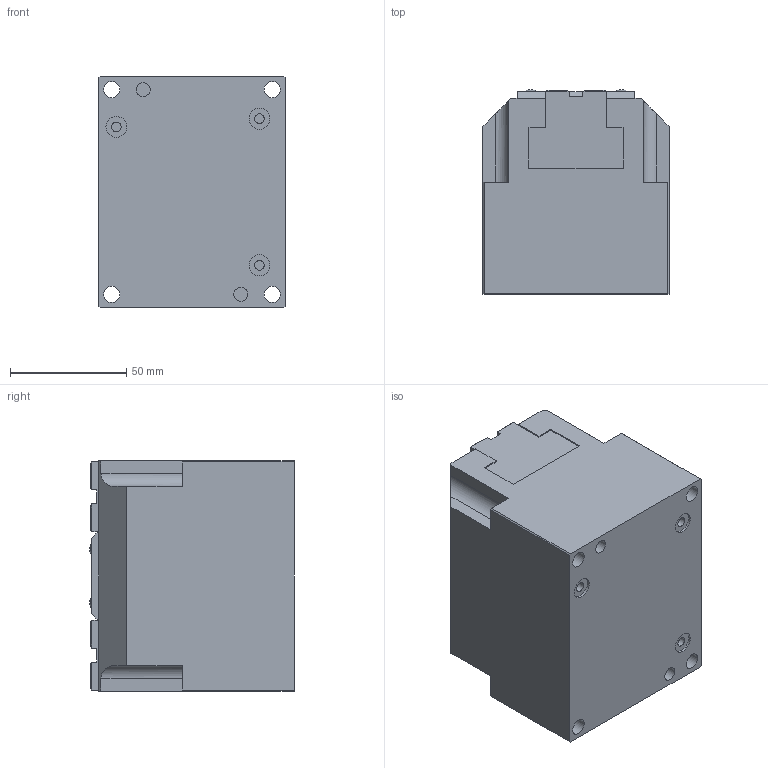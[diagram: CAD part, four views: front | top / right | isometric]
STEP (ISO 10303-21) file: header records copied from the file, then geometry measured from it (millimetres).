
FILE_DESCRIPTION(/* description */ (''),/* implementation_level */ '2;1');
FILE_NAME(/* name */ 'MAP-80.stp',/* time_stamp */ '2018-01-22T17:24:44+01:00',/* author */ ('Tecnico'),/* organization */ (''),/* preprocessor_version */ 'ST-DEVELOPER v16.13',/* originating_system */ 'Autodesk Inventor 2018',/* authorisation */ '');
FILE_SCHEMA (('AUTOMOTIVE_DESIGN { 1 0 10303 214 3 1 1 }'));
Length unit declared in the file: millimetre
Products named in the file (5): MAP-80; MAP-80-CORPO; MAP-80-GRIFFA; MAP-80-COPERCHIO; DIN 7985 (H) - M3x6-H
Assembly tree (8 placements, depth 2):
  MAP-80
    MAP-80-CORPO
    MAP-80-GRIFFA  x2
    MAP-80-COPERCHIO
    DIN 7985 (H) - M3x6-H  x4
Bounding box: 80 x 87.74 x 99 mm (x, y, z)
Volume: 635093.4 mm3; surface area: 81272.8 mm2
Topology: 8 solids, 8 shells, 332 faces, 840 edges, 540 vertices
Faces by surface type: plane 208, cone 72, cylinder 44, sphere 4, torus 4
Full cylindrical faces by diameter (mm): 2.459 x4, 2.75 x4, 3 x4, 3.5 x4, 4.134 x3, 4.917 x8, 6 x2, 6.2 x4, 7 x4, 9 x3
Entity records: 4928 total; most frequent: CARTESIAN_POINT 849, DIRECTION 820, ORIENTED_EDGE 732, EDGE_CURVE 366, AXIS2_PLACEMENT_3D 287, VERTEX_POINT 260, LINE 246, VECTOR 246
